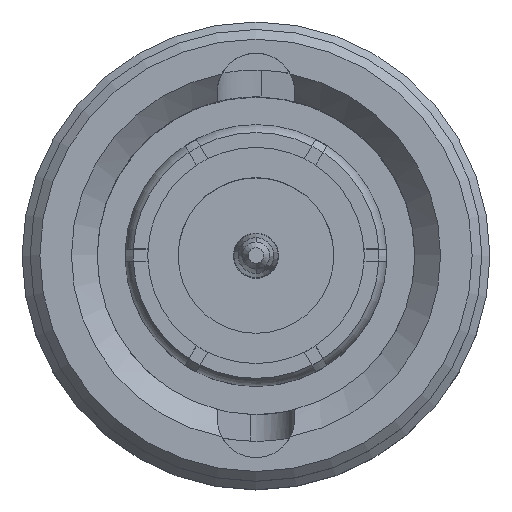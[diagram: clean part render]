
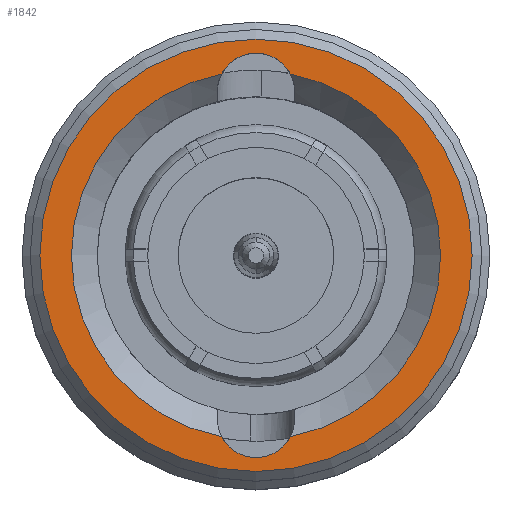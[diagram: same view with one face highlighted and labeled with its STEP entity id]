
A CAD part, top view. The second image highlights one B-rep face of the part: STEP entity #1842.
In plain terms, the highlighted planar face has unit normal (0, 0, 1).
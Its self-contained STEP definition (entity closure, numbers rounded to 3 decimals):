
#30=FACE_BOUND('',#528,.T.);
#427=FACE_OUTER_BOUND('',#527,.T.);
#527=EDGE_LOOP('',(#1448));
#528=EDGE_LOOP('',(#1449,#1450,#1451,#1452));
#623=CIRCLE('',#1957,5.721);
#645=CIRCLE('',#2018,5.721);
#646=CIRCLE('',#2020,1.2);
#653=CIRCLE('',#2031,6.7);
#654=CIRCLE('',#2033,1.2);
#765=VERTEX_POINT('',#2953);
#767=VERTEX_POINT('',#2961);
#829=VERTEX_POINT('',#3342);
#830=VERTEX_POINT('',#3343);
#835=VERTEX_POINT('',#3375);
#958=EDGE_CURVE('',#765,#767,#623,.T.);
#1051=EDGE_CURVE('',#829,#830,#645,.T.);
#1054=EDGE_CURVE('',#767,#830,#646,.T.);
#1064=EDGE_CURVE('',#835,#835,#653,.T.);
#1065=EDGE_CURVE('',#829,#765,#654,.T.);
#1448=ORIENTED_EDGE('',*,*,#1064,.F.);
#1449=ORIENTED_EDGE('',*,*,#958,.F.);
#1450=ORIENTED_EDGE('',*,*,#1065,.F.);
#1451=ORIENTED_EDGE('',*,*,#1051,.T.);
#1452=ORIENTED_EDGE('',*,*,#1054,.F.);
#1769=PLANE('',#2032);
#1842=ADVANCED_FACE('',(#427,#30),#1769,.T.);
#1957=AXIS2_PLACEMENT_3D('',#2962,#2232,#2233);
#2018=AXIS2_PLACEMENT_3D('',#3344,#2394,#2395);
#2020=AXIS2_PLACEMENT_3D('',#3358,#2398,#2399);
#2031=AXIS2_PLACEMENT_3D('',#3377,#2423,#2424);
#2032=AXIS2_PLACEMENT_3D('',#3378,#2425,#2426);
#2033=AXIS2_PLACEMENT_3D('',#3379,#2427,#2428);
#2232=DIRECTION('center_axis',(0.,0.,1.));
#2233=DIRECTION('ref_axis',(-0.186,0.982,0.));
#2394=DIRECTION('center_axis',(0.,0.,-1.));
#2395=DIRECTION('ref_axis',(0.186,0.982,0.));
#2398=DIRECTION('center_axis',(0.,0.,1.));
#2399=DIRECTION('ref_axis',(-0.888,-0.459,0.));
#2423=DIRECTION('center_axis',(0.,0.,-1.));
#2424=DIRECTION('ref_axis',(0.,1.,0.));
#2425=DIRECTION('center_axis',(0.,0.,1.));
#2426=DIRECTION('ref_axis',(1.,0.,0.));
#2427=DIRECTION('center_axis',(0.,0.,1.));
#2428=DIRECTION('ref_axis',(0.888,0.459,0.));
#2953=CARTESIAN_POINT('',(-1.066,5.621,0.));
#2961=CARTESIAN_POINT('',(-1.066,-5.621,0.));
#2962=CARTESIAN_POINT('Origin',(0.,0.,0.));
#3342=CARTESIAN_POINT('',(1.066,5.621,0.));
#3343=CARTESIAN_POINT('',(1.066,-5.621,0.));
#3344=CARTESIAN_POINT('Origin',(0.,0.,0.));
#3358=CARTESIAN_POINT('Origin',(0.,-5.07,0.));
#3375=CARTESIAN_POINT('',(0.,6.7,0.));
#3377=CARTESIAN_POINT('Origin',(0.,0.,0.));
#3378=CARTESIAN_POINT('Origin',(0.,0.,0.));
#3379=CARTESIAN_POINT('Origin',(0.,5.07,0.));
